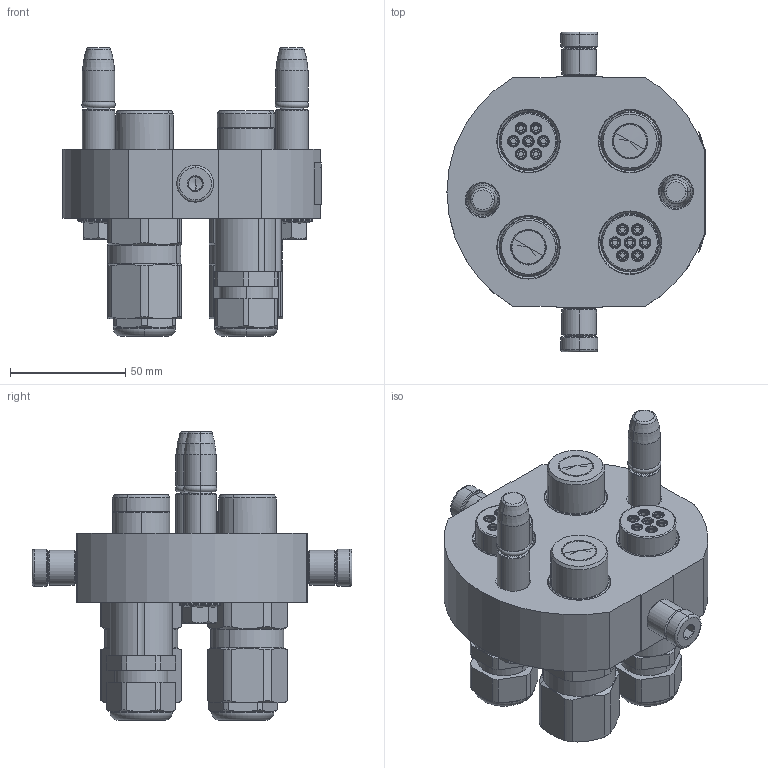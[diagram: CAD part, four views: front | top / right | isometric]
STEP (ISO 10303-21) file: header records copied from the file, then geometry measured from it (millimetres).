
FILE_DESCRIPTION (( 'STEP AP214' ), '1' );
FILE_NAME ('FASTER.step', '2023-12-12T08:50:45', ( '' ), ( '' ), 'SwSTEP 2.0', 'SolidWorks 2017', '' );
FILE_SCHEMA (( 'AUTOMOTIVE_DESIGN' ));
Length unit declared in the file: millimetre
Products named in the file (13): 4830_028_1000_011; 4830_010_0000_022; 4830_044_0000_000; corspel08-7_m; conn_7p_m; 2ffnp12gas_m2v; et002_piegata; 4830_013_3000_030; P508_M_BASE; FASTER; 1540_080_0008_000; or2_62x9_19_m; 4830_021_0000_000
Assembly tree (21 placements, depth 3):
  FASTER
    P508_M_BASE
      4830_010_0000_022
      4830_013_3000_030  x2
      4830_028_1000_011  x2
      4830_021_0000_000  x2
      1540_080_0008_000  x2
      or2_62x9_19_m  x2
    conn_7p_m  x2
      4830_044_0000_000
      corspel08-7_m
    2ffnp12gas_m2v  x2
    et002_piegata
Bounding box: 111.8 x 138.6 x 125.2 mm (x, y, z)
Volume: 70433 mm3; surface area: 130594 mm2
Topology: 7 solids, 58 shells, 2134 faces, 5417 edges, 3458 vertices
Faces by surface type: plane 944, cylinder 505, cone 390, bspline 151, torus 132, sphere 12
Entity records: 50038 total; most frequent: CARTESIAN_POINT 15169, ORIENTED_EDGE 6692, DIRECTION 6523, EDGE_CURVE 3402, AXIS2_PLACEMENT_3D 2231, VERTEX_POINT 2186, VECTOR 2061, LINE 2061
